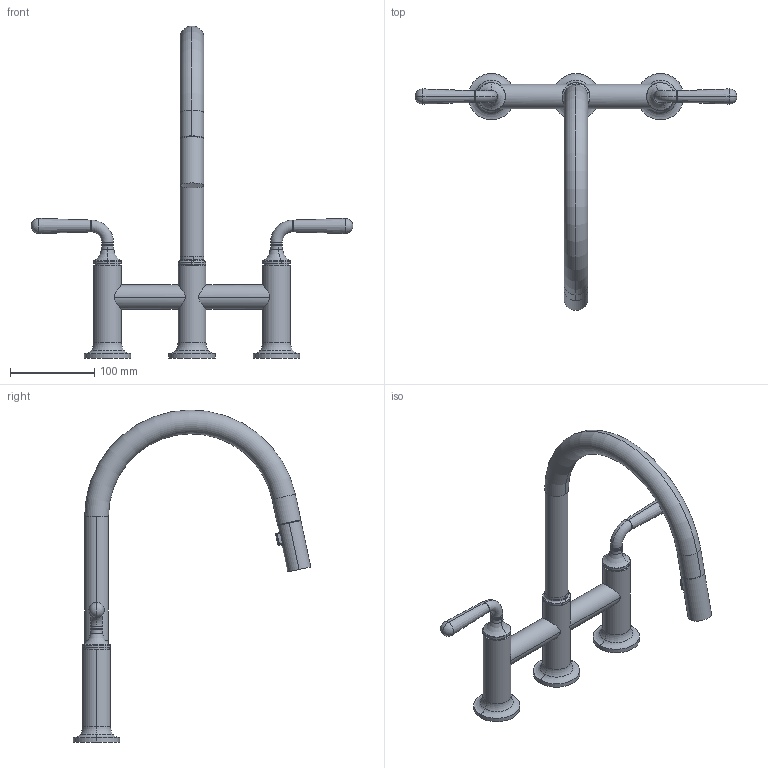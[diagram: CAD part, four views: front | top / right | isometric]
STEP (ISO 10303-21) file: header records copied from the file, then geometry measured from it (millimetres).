
FILE_DESCRIPTION (( 'STEP AP214' ), '1' );
FILE_NAME ('19870809.STEP', '2023-03-20T14:38:56', ( '' ), ( '' ), 'SwSTEP 2.0', 'SolidWorks 2020', '' );
FILE_SCHEMA (( 'AUTOMOTIVE_DESIGN' ));
Length unit declared in the file: millimetre
Products named in the file (9): 19870809; Planungsmodell_Huelse-+-09.18.40.234.90-1; Planungsmodell_Handbrause-+-04.18.40.317-1; Planungsmodell_Griff-+-09.20.80.057.90-1; Planungsmodell_Rohr_gerade-+-28.568.780-10_ _K222_27,5x10; Planungsmodell_Koerper-+-09.19.80.051.90-1; Planungsmodell_Aufnahme-+-09.12.12.230.90-2; Planungsmodell_Koerper-+-09.19.80.057.90-1; Planungsmodell_Rohr-+-09.28.22.397.90-1_poliert
Assembly tree (13 placements, depth 2):
  19870809
    Planungsmodell_Koerper-+-09.19.80.051.90-1  x3
    Planungsmodell_Koerper-+-09.19.80.057.90-1  x2
    Planungsmodell_Rohr-+-09.28.22.397.90-1_poliert
    Planungsmodell_Huelse-+-09.18.40.234.90-1
    Planungsmodell_Handbrause-+-04.18.40.317-1
    Planungsmodell_Rohr_gerade-+-28.568.780-10_ _K222_27,5x10
    Planungsmodell_Griff-+-09.20.80.057.90-1  x2
    Planungsmodell_Aufnahme-+-09.12.12.230.90-2  x2
Bounding box: 381 x 281.02 x 393.08 mm (x, y, z)
Volume: 831692.9 mm3; surface area: 138115.8 mm2
Topology: 13 solids, 13 shells, 181 faces, 366 edges, 218 vertices
Faces by surface type: torus 64, cylinder 63, plane 34, sphere 8, bspline 8, cone 4
Entity records: 4563 total; most frequent: CARTESIAN_POINT 1481, DIRECTION 626, ORIENTED_EDGE 460, AXIS2_PLACEMENT_3D 289, EDGE_CURVE 230, CIRCLE 162, VERTEX_POINT 137, EDGE_LOOP 125
